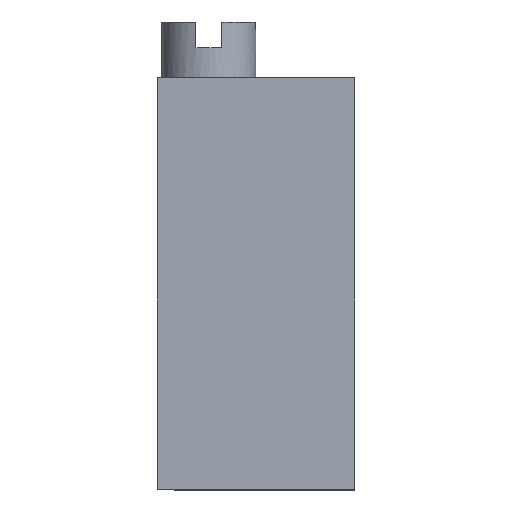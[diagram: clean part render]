
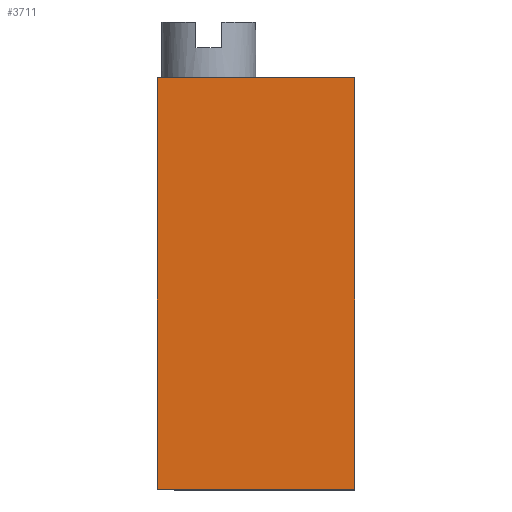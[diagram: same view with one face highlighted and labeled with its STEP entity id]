
A CAD part, top view. The second image highlights one B-rep face of the part: STEP entity #3711.
In plain terms, the highlighted planar face has unit normal (0, 0, 1).
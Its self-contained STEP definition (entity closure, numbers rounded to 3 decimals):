
#439=ORIENTED_EDGE('',*,*,#1239,.F.);
#440=ORIENTED_EDGE('',*,*,#1235,.F.);
#441=ORIENTED_EDGE('',*,*,#1240,.T.);
#442=ORIENTED_EDGE('',*,*,#1101,.T.);
#1101=EDGE_CURVE('',#1505,#1503,#1775,.T.);
#1235=EDGE_CURVE('',#1633,#1634,#1796,.T.);
#1239=EDGE_CURVE('',#1634,#1503,#1800,.T.);
#1240=EDGE_CURVE('',#1633,#1505,#1801,.T.);
#1503=VERTEX_POINT('',#4490);
#1505=VERTEX_POINT('',#4493);
#1633=VERTEX_POINT('',#5213);
#1634=VERTEX_POINT('',#5215);
#1775=LINE('',#4492,#1931);
#1796=LINE('',#5214,#1952);
#1800=LINE('',#5221,#1956);
#1801=LINE('',#5222,#1957);
#1931=VECTOR('',#4029,1000.);
#1952=VECTOR('',#4072,1000.);
#1956=VECTOR('',#4078,1000.);
#1957=VECTOR('',#4079,1000.);
#2105=EDGE_LOOP('',(#439,#440,#441,#442));
#2289=FACE_BOUND('',#2105,.T.);
#2457=PLANE('',#3880);
#3711=ADVANCED_FACE('',(#2289),#2457,.T.);
#3880=AXIS2_PLACEMENT_3D('',#5220,#4076,#4077);
#4029=DIRECTION('',(0.,-1.,0.));
#4072=DIRECTION('',(0.,-1.,0.));
#4076=DIRECTION('',(0.,0.,1.));
#4077=DIRECTION('',(1.,0.,0.));
#4078=DIRECTION('',(-1.,0.,0.));
#4079=DIRECTION('',(-1.,0.,0.));
#4490=CARTESIAN_POINT('',(-2.3,0.,4.85));
#4492=CARTESIAN_POINT('',(-2.3,9.6,4.85));
#4493=CARTESIAN_POINT('',(-2.3,9.6,4.85));
#5213=CARTESIAN_POINT('',(2.3,9.6,4.85));
#5214=CARTESIAN_POINT('',(2.3,9.6,4.85));
#5215=CARTESIAN_POINT('',(2.3,0.,4.85));
#5220=CARTESIAN_POINT('',(2.3,9.6,4.85));
#5221=CARTESIAN_POINT('',(2.3,0.,4.85));
#5222=CARTESIAN_POINT('',(2.3,9.6,4.85));
